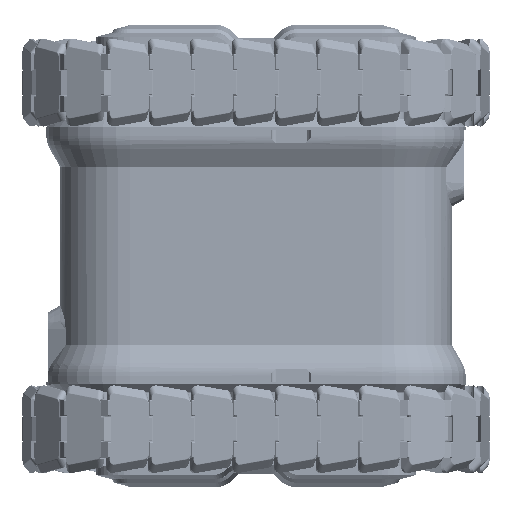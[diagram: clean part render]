
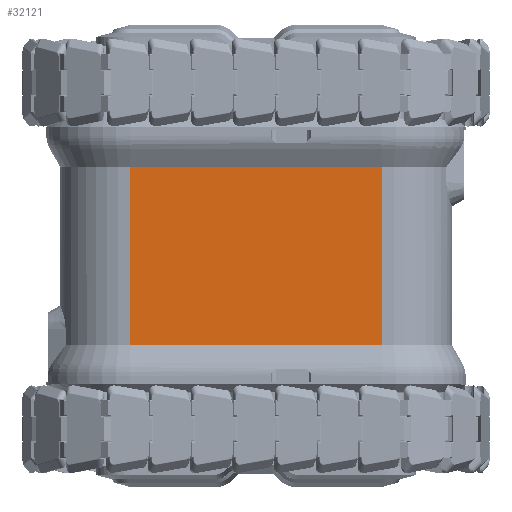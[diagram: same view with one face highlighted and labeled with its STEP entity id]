
A CAD part, top view. The second image highlights one B-rep face of the part: STEP entity #32121.
In plain terms, the highlighted planar face has unit normal (0, 0, 1).
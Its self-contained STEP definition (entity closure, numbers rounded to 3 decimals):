
#3291=PLANE('',#34998);
#4643=FACE_OUTER_BOUND('',#6680,.T.);
#6680=EDGE_LOOP('',(#25874,#25875,#25876,#25877));
#9460=LINE('',#57457,#11774);
#9563=LINE('',#58078,#11877);
#9564=LINE('',#58080,#11878);
#9565=LINE('',#58083,#11879);
#11774=VECTOR('',#41165,10.);
#11877=VECTOR('',#41538,10.);
#11878=VECTOR('',#41541,10.);
#11879=VECTOR('',#41546,10.);
#14378=VERTEX_POINT('',#57276);
#14423=VERTEX_POINT('',#57454);
#14424=VERTEX_POINT('',#57456);
#14544=VERTEX_POINT('',#58066);
#18305=EDGE_CURVE('',#14423,#14424,#9460,.T.);
#18502=EDGE_CURVE('',#14423,#14544,#9563,.T.);
#18503=EDGE_CURVE('',#14378,#14424,#9564,.T.);
#18504=EDGE_CURVE('',#14544,#14378,#9565,.T.);
#25874=ORIENTED_EDGE('',*,*,#18503,.T.);
#25875=ORIENTED_EDGE('',*,*,#18305,.F.);
#25876=ORIENTED_EDGE('',*,*,#18502,.T.);
#25877=ORIENTED_EDGE('',*,*,#18504,.T.);
#32121=ADVANCED_FACE('',(#4643),#3291,.T.);
#34998=AXIS2_PLACEMENT_3D('',#58082,#41544,#41545);
#41165=DIRECTION('',(0.,1.,0.));
#41538=DIRECTION('',(1.,0.,0.));
#41541=DIRECTION('',(-1.,0.,0.));
#41544=DIRECTION('center_axis',(0.,0.,
1.));
#41545=DIRECTION('ref_axis',(1.,0.,0.));
#41546=DIRECTION('',(0.,1.,0.));
#57276=CARTESIAN_POINT('',(65.525,56.325,33.525));
#57454=CARTESIAN_POINT('',(17.525,22.325,33.525));
#57456=CARTESIAN_POINT('',(17.525,56.325,33.525));
#57457=CARTESIAN_POINT('',(17.525,15.325,33.525));
#58066=CARTESIAN_POINT('',(65.525,22.325,33.525));
#58078=CARTESIAN_POINT('',(29.525,22.325,33.525));
#58080=CARTESIAN_POINT('',(29.525,56.325,33.525));
#58082=CARTESIAN_POINT('Origin',(17.525,15.325,33.525));
#58083=CARTESIAN_POINT('',(65.525,15.325,33.525));
